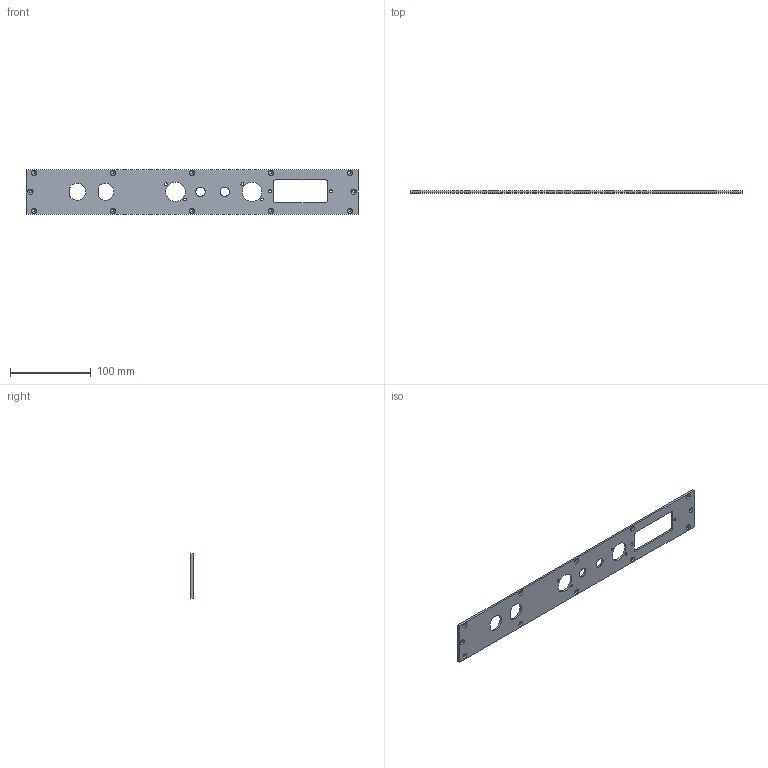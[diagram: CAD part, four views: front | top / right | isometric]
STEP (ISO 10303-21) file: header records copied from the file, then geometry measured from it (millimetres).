
FILE_DESCRIPTION(/* description */ (''),/* implementation_level */ '2;1');
FILE_NAME(/* name */ 'face arriere IEC.stp',/* time_stamp */ '2019-01-17T14:44:49+01:00',/* author */ (''),/* organization */ (''),/* preprocessor_version */ 'ST-DEVELOPER v15.2',/* originating_system */ 'Autodesk Translator Framework v2.0.0.5431',/* authorisation */ '');
FILE_SCHEMA (('AUTOMOTIVE_DESIGN { 1 0 10303 214 3 1 1 }'));
Length unit declared in the file: centimetre
Products named in the file (2): *Model_Space1; (Unsaved)
Bounding box: 411.76 x 2.5 x 55.5 mm (x, y, z)
Volume: 47237.3 mm3; surface area: 42062 mm2
Topology: 1 solids, 1 shells, 56 faces, 150 edges, 96 vertices
Faces by surface type: cylinder 32, plane 12, cone 12
Full cylindrical faces by diameter (mm): 3.2 x12, 3.5 x4, 3.6 x2, 11.5 x2, 24 x2
Entity records: 1742 total; most frequent: DIRECTION 310, CARTESIAN_POINT 271, ORIENTED_EDGE 232, EDGE_LOOP 140, AXIS2_PLACEMENT_3D 135, EDGE_CURVE 116, VERTEX_POINT 96, FACE_BOUND 86
